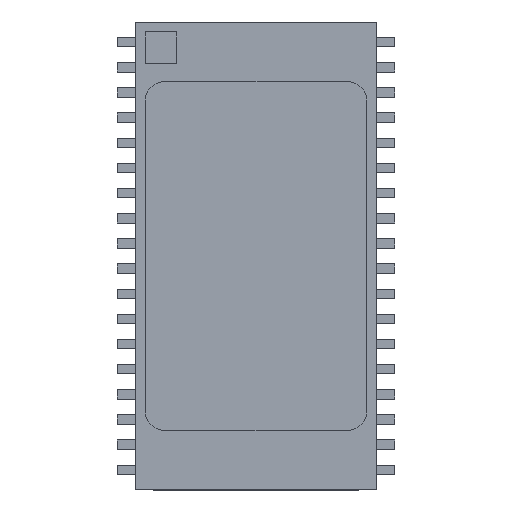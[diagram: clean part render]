
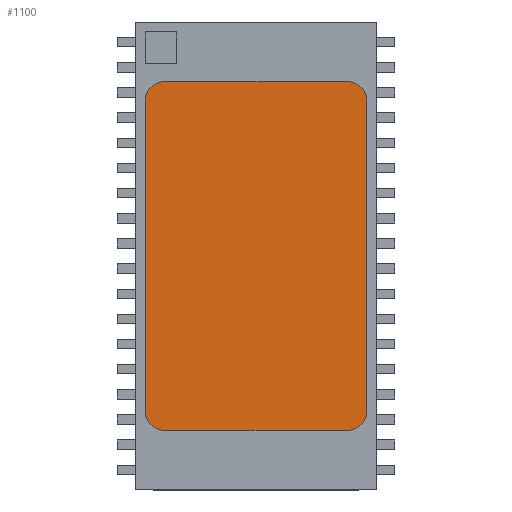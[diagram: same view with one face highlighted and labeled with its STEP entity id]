
A CAD part, top view. The second image highlights one B-rep face of the part: STEP entity #1100.
In plain terms, the highlighted planar face has unit normal (0, 0, 1).
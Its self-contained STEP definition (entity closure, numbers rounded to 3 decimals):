
#834=CARTESIAN_POINT('',(4.6,8.81,2.502));
#835=VERTEX_POINT('',#834);
#836=CARTESIAN_POINT('',(5.6,7.81,2.502));
#837=VERTEX_POINT('',#836);
#838=CARTESIAN_POINT('',(4.6,7.81,2.502));
#839=DIRECTION('',(0.0,0.0,-1.0));
#840=DIRECTION('',(0.707,0.707,0.0));
#841=AXIS2_PLACEMENT_3D('',#838,#839,#840);
#842=CIRCLE('',#841,1.0);
#843=EDGE_CURVE('',#835,#837,#842,.T.);
#876=CARTESIAN_POINT('',(5.6,-7.81,2.502));
#877=VERTEX_POINT('',#876);
#878=CARTESIAN_POINT('',(5.6,7.81,2.502));
#879=DIRECTION('',(0.0,-1.0,0.0));
#880=VECTOR('',#879,15.62);
#881=LINE('',#878,#880);
#882=EDGE_CURVE('',#837,#877,#881,.T.);
#907=CARTESIAN_POINT('',(4.6,-8.81,2.502));
#908=VERTEX_POINT('',#907);
#909=CARTESIAN_POINT('',(4.6,-7.81,2.502));
#910=DIRECTION('',(0.0,0.0,-1.0));
#911=DIRECTION('',(0.707,-0.707,0.0));
#912=AXIS2_PLACEMENT_3D('',#909,#910,#911);
#913=CIRCLE('',#912,1.0);
#914=EDGE_CURVE('',#877,#908,#913,.T.);
#940=CARTESIAN_POINT('',(-4.6,-8.81,2.502));
#941=VERTEX_POINT('',#940);
#942=CARTESIAN_POINT('',(4.6,-8.81,2.502));
#943=DIRECTION('',(-1.0,0.0,0.0));
#944=VECTOR('',#943,9.2);
#945=LINE('',#942,#944);
#946=EDGE_CURVE('',#908,#941,#945,.T.);
#971=CARTESIAN_POINT('',(-5.6,-7.81,2.502));
#972=VERTEX_POINT('',#971);
#973=CARTESIAN_POINT('',(-4.6,-7.81,2.502));
#974=DIRECTION('',(0.0,0.0,-1.0));
#975=DIRECTION('',(-0.707,-0.707,0.0));
#976=AXIS2_PLACEMENT_3D('',#973,#974,#975);
#977=CIRCLE('',#976,1.0);
#978=EDGE_CURVE('',#941,#972,#977,.T.);
#1004=CARTESIAN_POINT('',(-5.6,7.81,2.502));
#1005=VERTEX_POINT('',#1004);
#1006=CARTESIAN_POINT('',(-5.6,-7.81,2.502));
#1007=DIRECTION('',(0.0,1.0,0.0));
#1008=VECTOR('',#1007,15.62);
#1009=LINE('',#1006,#1008);
#1010=EDGE_CURVE('',#972,#1005,#1009,.T.);
#1035=CARTESIAN_POINT('',(-4.6,8.81,2.502));
#1036=VERTEX_POINT('',#1035);
#1037=CARTESIAN_POINT('',(-4.6,7.81,2.502));
#1038=DIRECTION('',(0.0,0.0,-1.0));
#1039=DIRECTION('',(-0.707,0.707,0.0));
#1040=AXIS2_PLACEMENT_3D('',#1037,#1038,#1039);
#1041=CIRCLE('',#1040,1.0);
#1042=EDGE_CURVE('',#1005,#1036,#1041,.T.);
#1068=CARTESIAN_POINT('',(-4.6,8.81,2.502));
#1069=DIRECTION('',(1.0,0.0,0.0));
#1070=VECTOR('',#1069,9.2);
#1071=LINE('',#1068,#1070);
#1072=EDGE_CURVE('',#1036,#835,#1071,.T.);
#1085=CARTESIAN_POINT('',(0.,0.,2.502));
#1086=DIRECTION('',(0.0,0.0,1.0));
#1087=DIRECTION('',(1.0,0.0,0.0));
#1088=AXIS2_PLACEMENT_3D('',#1085,#1086,#1087);
#1089=PLANE('',#1088);
#1090=ORIENTED_EDGE('',*,*,#843,.F.);
#1091=ORIENTED_EDGE('',*,*,#1072,.F.);
#1092=ORIENTED_EDGE('',*,*,#1042,.F.);
#1093=ORIENTED_EDGE('',*,*,#1010,.F.);
#1094=ORIENTED_EDGE('',*,*,#978,.F.);
#1095=ORIENTED_EDGE('',*,*,#946,.F.);
#1096=ORIENTED_EDGE('',*,*,#914,.F.);
#1097=ORIENTED_EDGE('',*,*,#882,.F.);
#1098=EDGE_LOOP('',(#1090,#1091,#1092,#1093,#1094,#1095,#1096,#1097));
#1099=FACE_OUTER_BOUND('',#1098,.T.);
#1100=ADVANCED_FACE('',(#1099),#1089,.T.);
